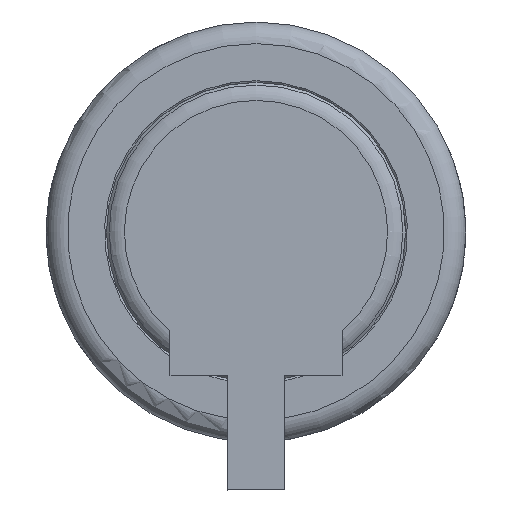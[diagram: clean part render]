
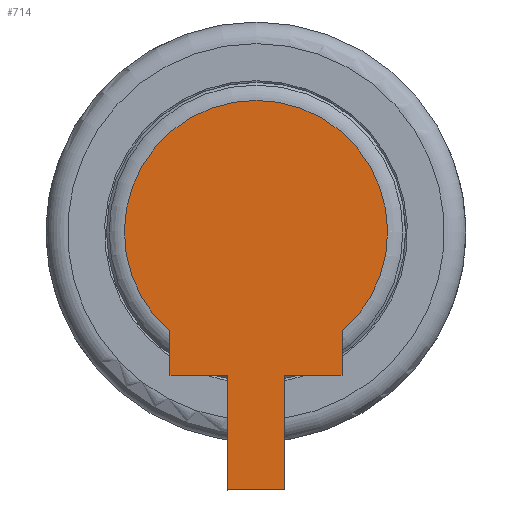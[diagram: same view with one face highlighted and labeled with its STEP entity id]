
A CAD part, front view. The second image highlights one B-rep face of the part: STEP entity #714.
In plain terms, the highlighted planar face has unit normal (0, -1, 0).
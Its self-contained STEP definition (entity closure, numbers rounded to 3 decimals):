
#64=FACE_OUTER_BOUND('',#104,.T.);
#104=EDGE_LOOP('',(#562,#563,#564,#565,#566,#567,#568,#569));
#157=LINE('',#1129,#222);
#161=LINE('',#1137,#226);
#165=LINE('',#1145,#230);
#168=LINE('',#1150,#233);
#170=LINE('',#1154,#235);
#175=LINE('',#1164,#240);
#179=LINE('',#1172,#244);
#222=VECTOR('',#896,10.);
#226=VECTOR('',#902,10.);
#230=VECTOR('',#908,10.);
#233=VECTOR('',#913,10.);
#235=VECTOR('',#917,10.);
#240=VECTOR('',#924,10.);
#244=VECTOR('',#930,10.);
#261=CIRCLE('',#774,4.591);
#319=VERTEX_POINT('',#1126);
#320=VERTEX_POINT('',#1128);
#323=VERTEX_POINT('',#1136);
#326=VERTEX_POINT('',#1144);
#327=VERTEX_POINT('',#1149);
#328=VERTEX_POINT('',#1153);
#332=VERTEX_POINT('',#1163);
#335=VERTEX_POINT('',#1171);
#392=EDGE_CURVE('',#320,#319,#157,.T.);
#396=EDGE_CURVE('',#323,#320,#161,.T.);
#400=EDGE_CURVE('',#326,#323,#165,.T.);
#403=EDGE_CURVE('',#327,#326,#168,.T.);
#405=EDGE_CURVE('',#328,#327,#170,.T.);
#410=EDGE_CURVE('',#332,#328,#175,.T.);
#414=EDGE_CURVE('',#335,#332,#179,.T.);
#419=EDGE_CURVE('',#319,#335,#261,.T.);
#562=ORIENTED_EDGE('',*,*,#419,.T.);
#563=ORIENTED_EDGE('',*,*,#414,.T.);
#564=ORIENTED_EDGE('',*,*,#410,.T.);
#565=ORIENTED_EDGE('',*,*,#405,.T.);
#566=ORIENTED_EDGE('',*,*,#403,.T.);
#567=ORIENTED_EDGE('',*,*,#400,.T.);
#568=ORIENTED_EDGE('',*,*,#396,.T.);
#569=ORIENTED_EDGE('',*,*,#392,.T.);
#688=PLANE('',#775);
#714=ADVANCED_FACE('',(#64),#688,.T.);
#774=AXIS2_PLACEMENT_3D('',#1180,#939,#940);
#775=AXIS2_PLACEMENT_3D('',#1181,#941,#942);
#896=DIRECTION('',(0.,0.,1.));
#902=DIRECTION('',(1.,0.,0.));
#908=DIRECTION('',(0.,0.,1.));
#913=DIRECTION('',(1.,0.,0.));
#917=DIRECTION('',(0.,0.,-1.));
#924=DIRECTION('',(1.,0.,0.));
#930=DIRECTION('',(0.,0.,-1.));
#939=DIRECTION('center_axis',(0.,-1.,0.));
#940=DIRECTION('ref_axis',(1.,0.,0.));
#941=DIRECTION('center_axis',(0.,-1.,0.));
#942=DIRECTION('ref_axis',(1.,0.,0.));
#1126=CARTESIAN_POINT('',(3.,-1.,-3.475));
#1128=CARTESIAN_POINT('',(3.,-1.,-5.));
#1129=CARTESIAN_POINT('',(3.,-1.,0.));
#1136=CARTESIAN_POINT('',(1.,-1.,-5.));
#1137=CARTESIAN_POINT('',(3.,-1.,-5.));
#1144=CARTESIAN_POINT('',(1.,-1.,-9.));
#1145=CARTESIAN_POINT('',(1.,-1.,-5.));
#1149=CARTESIAN_POINT('',(-1.,-1.,-9.));
#1150=CARTESIAN_POINT('',(1.,-1.,-9.));
#1153=CARTESIAN_POINT('',(-1.,-1.,-5.));
#1154=CARTESIAN_POINT('',(-1.,-1.,-9.));
#1163=CARTESIAN_POINT('',(-3.,-1.,-5.));
#1164=CARTESIAN_POINT('',(3.,-1.,-5.));
#1171=CARTESIAN_POINT('',(-3.,-1.,-3.475));
#1172=CARTESIAN_POINT('',(-3.,-1.,-5.));
#1180=CARTESIAN_POINT('Origin',(0.,-1.,0.));
#1181=CARTESIAN_POINT('Origin',(0.,-1.,-2.204));
